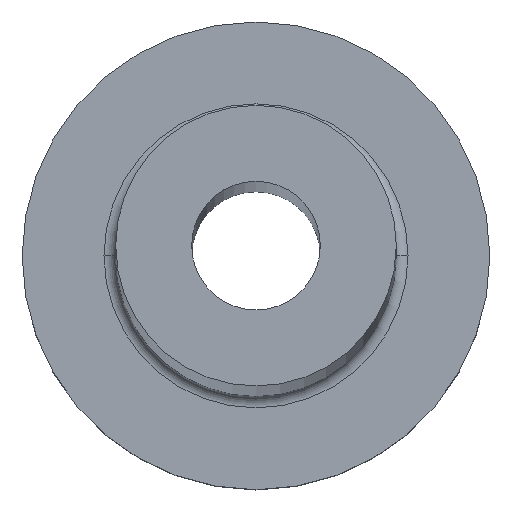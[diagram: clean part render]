
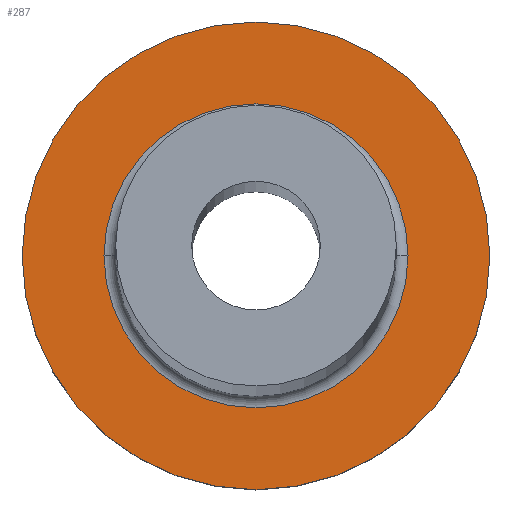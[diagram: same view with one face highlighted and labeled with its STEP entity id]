
A CAD part, top view. The second image highlights one B-rep face of the part: STEP entity #287.
In plain terms, the highlighted planar face has unit normal (0, 0, 1).
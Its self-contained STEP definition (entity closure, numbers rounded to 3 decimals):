
#9 = ORIENTED_EDGE ( 'NONE', *, *, #145, .T. ) ;
#15 = CARTESIAN_POINT ( 'NONE',  ( 10., 0., 7. ) ) ;
#18 = CIRCLE ( 'NONE', #180, 10. ) ;
#19 = CARTESIAN_POINT ( 'NONE',  ( -6.5, 0., 7. ) ) ;
#28 = CARTESIAN_POINT ( 'NONE',  ( 0., 0., 7. ) ) ;
#31 = AXIS2_PLACEMENT_3D ( 'NONE', #28, #123, #34 ) ;
#34 = DIRECTION ( 'NONE',  ( 1., 0., 0. ) ) ;
#45 = CARTESIAN_POINT ( 'NONE',  ( 6.5, 0., 7. ) ) ;
#46 = CARTESIAN_POINT ( 'NONE',  ( -10., 0., 7. ) ) ;
#49 = DIRECTION ( 'NONE',  ( 1., 0., 0. ) ) ;
#50 = DIRECTION ( 'NONE',  ( 0., 0., 1. ) ) ;
#80 = CIRCLE ( 'NONE', #107, 10. ) ;
#94 = DIRECTION ( 'NONE',  ( 0., 0., -1. ) ) ;
#107 = AXIS2_PLACEMENT_3D ( 'NONE', #131, #111, #223 ) ;
#109 = PLANE ( 'NONE',  #246 ) ;
#111 = DIRECTION ( 'NONE',  ( 0., 0., 1. ) ) ;
#123 = DIRECTION ( 'NONE',  ( 0., 0., -1. ) ) ;
#130 = CIRCLE ( 'NONE', #31, 6.5 ) ;
#131 = CARTESIAN_POINT ( 'NONE',  ( 0., 0., 7. ) ) ;
#145 = EDGE_CURVE ( 'NONE', #212, #320, #240, .T. ) ;
#157 = EDGE_CURVE ( 'NONE', #320, #212, #130, .T. ) ;
#162 = EDGE_CURVE ( 'NONE', #250, #209, #18, .T. ) ;
#176 = DIRECTION ( 'NONE',  ( 1., 0., 0. ) ) ;
#180 = AXIS2_PLACEMENT_3D ( 'NONE', #348, #253, #372 ) ;
#185 = EDGE_LOOP ( 'NONE', ( #288, #190 ) ) ;
#190 = ORIENTED_EDGE ( 'NONE', *, *, #371, .T. ) ;
#192 = CARTESIAN_POINT ( 'NONE',  ( 0., 0., 7. ) ) ;
#209 = VERTEX_POINT ( 'NONE', #15 ) ;
#212 = VERTEX_POINT ( 'NONE', #45 ) ;
#223 = DIRECTION ( 'NONE',  ( 1., 0., 0. ) ) ;
#227 = FACE_BOUND ( 'NONE', #259, .T. ) ;
#237 = ORIENTED_EDGE ( 'NONE', *, *, #157, .T. ) ;
#240 = CIRCLE ( 'NONE', #284, 6.5 ) ;
#246 = AXIS2_PLACEMENT_3D ( 'NONE', #192, #50, #49 ) ;
#250 = VERTEX_POINT ( 'NONE', #46 ) ;
#253 = DIRECTION ( 'NONE',  ( 0., 0., 1. ) ) ;
#259 = EDGE_LOOP ( 'NONE', ( #9, #237 ) ) ;
#272 = FACE_OUTER_BOUND ( 'NONE', #185, .T. ) ;
#284 = AXIS2_PLACEMENT_3D ( 'NONE', #347, #94, #176 ) ;
#287 = ADVANCED_FACE ( 'NONE', ( #227, #272 ), #109, .T. ) ;
#288 = ORIENTED_EDGE ( 'NONE', *, *, #162, .T. ) ;
#320 = VERTEX_POINT ( 'NONE', #19 ) ;
#347 = CARTESIAN_POINT ( 'NONE',  ( 0., 0., 7. ) ) ;
#348 = CARTESIAN_POINT ( 'NONE',  ( 0., 0., 7. ) ) ;
#371 = EDGE_CURVE ( 'NONE', #209, #250, #80, .T. ) ;
#372 = DIRECTION ( 'NONE',  ( 1., 0., 0. ) ) ;
